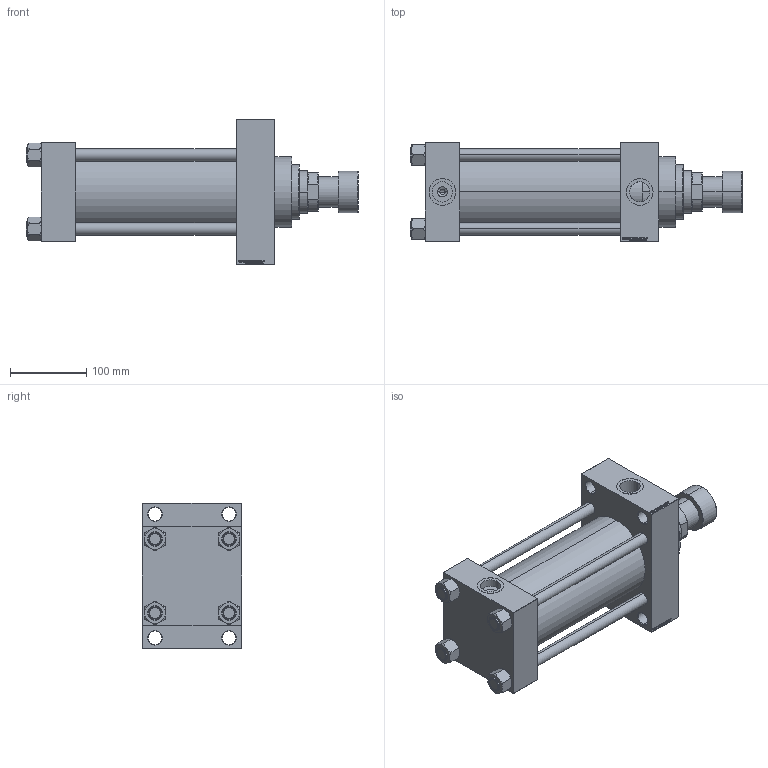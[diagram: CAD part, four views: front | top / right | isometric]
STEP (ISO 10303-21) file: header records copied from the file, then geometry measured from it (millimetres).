
FILE_DESCRIPTION (( 'STEP AP203' ), '1' );
FILE_NAME ('b093.STEP', '2022-07-22T07:09:12', ( '' ), ( '' ), 'SwSTEP 2.0', 'SolidWorks 2019', '' );
FILE_SCHEMA (( 'CONFIG_CONTROL_DESIGN' ));
Length unit declared in the file: millimetre
Products named in the file (7): b093; V215CD_D_Body 4b5f3b58a7581e9a57ca7ca42534fca2; V215CD_VCP_D 4b5f3b58a7581e9a57ca7ca42534fca2; V215CR_ROD_END_F 4b5f3b58a7581e9a57ca7ca42534fca2; V215CD_D_TYCINKA 4b5f3b58a7581e9a57ca7ca42534fca2; V215CD_VC_A 4b5f3b58a7581e9a57ca7ca42534fca2; V215CD_NUT_M5_D 4b5f3b58a7581e9a57ca7ca42534fca2
Assembly tree (12 placements, depth 2):
  b093
    V215CD_D_Body 4b5f3b58a7581e9a57ca7ca42534fca2
    V215CD_VC_A 4b5f3b58a7581e9a57ca7ca42534fca2
    V215CD_VCP_D 4b5f3b58a7581e9a57ca7ca42534fca2
    V215CD_D_TYCINKA 4b5f3b58a7581e9a57ca7ca42534fca2  x4
    V215CD_NUT_M5_D 4b5f3b58a7581e9a57ca7ca42534fca2  x4
    V215CR_ROD_END_F 4b5f3b58a7581e9a57ca7ca42534fca2
Bounding box: 435 x 130 x 190 mm (x, y, z)
Volume: 3313294.1 mm3; surface area: 518132.3 mm2
Topology: 12 solids, 12 shells, 1173 faces, 2953 edges, 1919 vertices
Faces by surface type: plane 551, bspline 368, cone 146, cylinder 96, torus 12
Entity records: 48436 total; most frequent: CARTESIAN_POINT 25323, ORIENTED_EDGE 5170, DIRECTION 3385, EDGE_CURVE 2585, VERTEX_POINT 1697, LINE 1539, VECTOR 1539, EDGE_LOOP 1152
